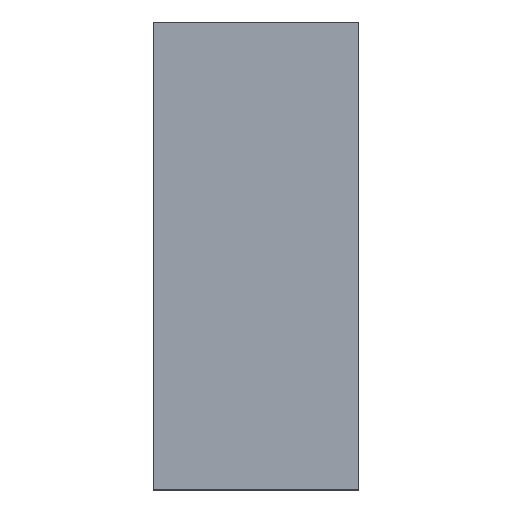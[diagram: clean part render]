
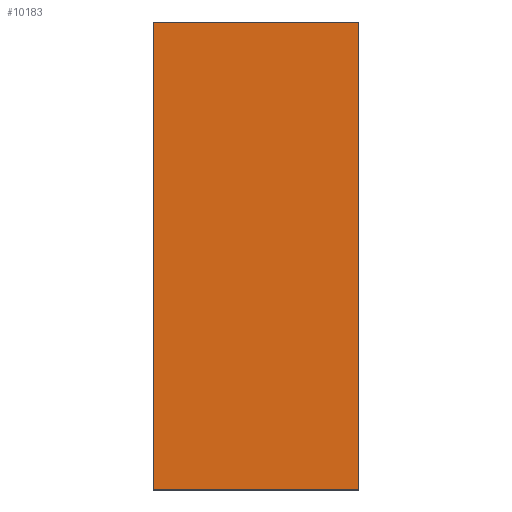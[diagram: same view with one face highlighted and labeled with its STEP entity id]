
A CAD part, top view. The second image highlights one B-rep face of the part: STEP entity #10183.
In plain terms, the highlighted face is planar.
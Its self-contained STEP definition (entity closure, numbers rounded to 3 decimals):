
#1831=FACE_OUTER_BOUND('',#2451,.T.);
#2451=EDGE_LOOP('',(#9247,#9248,#9249,#9250));
#3203=LINE('',#18808,#3967);
#3204=LINE('',#18810,#3968);
#3205=LINE('',#18812,#3969);
#3206=LINE('',#18813,#3970);
#3967=VECTOR('',#14984,10.);
#3968=VECTOR('',#14985,10.);
#3969=VECTOR('',#14986,10.);
#3970=VECTOR('',#14987,10.);
#4887=VERTEX_POINT('',#18806);
#4888=VERTEX_POINT('',#18807);
#4889=VERTEX_POINT('',#18809);
#4890=VERTEX_POINT('',#18811);
#6343=EDGE_CURVE('',#4887,#4888,#3203,.T.);
#6344=EDGE_CURVE('',#4888,#4889,#3204,.T.);
#6345=EDGE_CURVE('',#4889,#4890,#3205,.T.);
#6346=EDGE_CURVE('',#4890,#4887,#3206,.T.);
#9247=ORIENTED_EDGE('',*,*,#6343,.T.);
#9248=ORIENTED_EDGE('',*,*,#6344,.T.);
#9249=ORIENTED_EDGE('',*,*,#6345,.T.);
#9250=ORIENTED_EDGE('',*,*,#6346,.T.);
#9564=PLANE('',#11800);
#10183=ADVANCED_FACE('',(#1831),#9564,.T.);
#11800=AXIS2_PLACEMENT_3D('',#18805,#14982,#14983);
#14982=DIRECTION('center_axis',(0.,0.,-1.));
#14983=DIRECTION('ref_axis',(-1.,0.,0.));
#14984=DIRECTION('',(1.,0.,0.));
#14985=DIRECTION('',(0.,-1.,0.));
#14986=DIRECTION('',(-1.,0.,0.));
#14987=DIRECTION('',(0.,1.,0.));
#18805=CARTESIAN_POINT('Origin',(0.,0.,-0.35));
#18806=CARTESIAN_POINT('',(-465.,1057.5,-0.35));
#18807=CARTESIAN_POINT('',(465.,1057.5,-0.35));
#18808=CARTESIAN_POINT('',(-465.,1057.5,-0.35));
#18809=CARTESIAN_POINT('',(465.,-1057.5,-0.35));
#18810=CARTESIAN_POINT('',(465.,1057.5,-0.35));
#18811=CARTESIAN_POINT('',(-465.,-1057.5,-0.35));
#18812=CARTESIAN_POINT('',(465.,-1057.5,-0.35));
#18813=CARTESIAN_POINT('',(-465.,-1057.5,-0.35));
